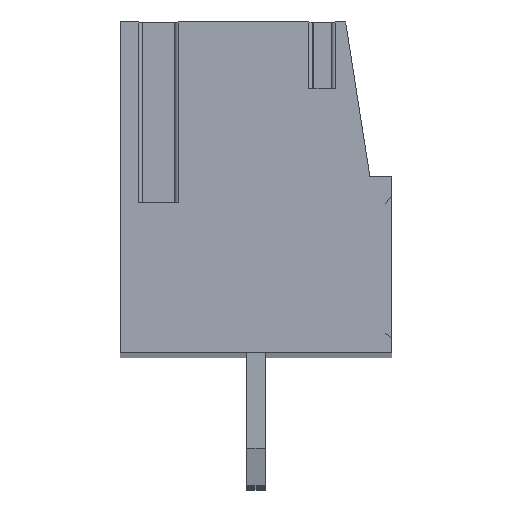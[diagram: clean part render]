
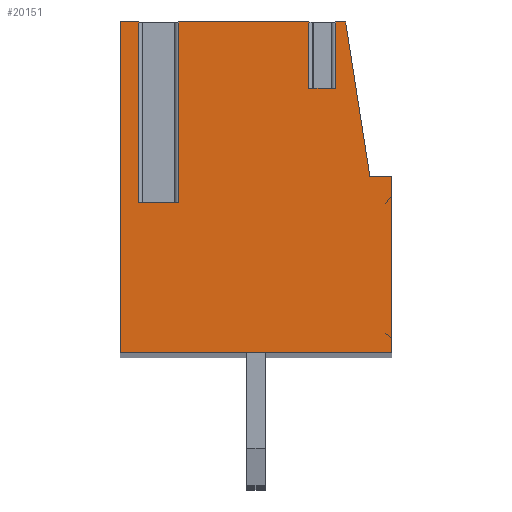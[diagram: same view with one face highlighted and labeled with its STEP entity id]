
A CAD part, top view. The second image highlights one B-rep face of the part: STEP entity #20151.
In plain terms, the highlighted planar face has unit normal (0, 0, 1).
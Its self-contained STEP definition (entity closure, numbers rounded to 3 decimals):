
#5785=DIRECTION('',(0.,1.,0.));
#5786=VECTOR('',#5785,1.8);
#5787=CARTESIAN_POINT('',(1.436,2.4,1.905));
#5788=LINE('',#5787,#5786);
#5789=DIRECTION('',(0.,1.,0.));
#5790=VECTOR('',#5789,1.8);
#5791=CARTESIAN_POINT('',(2.164,2.4,1.905));
#5792=LINE('',#5791,#5790);
#5793=DIRECTION('',(-1.,0.,0.));
#5794=VECTOR('',#5793,0.276);
#5795=CARTESIAN_POINT('',(2.44,4.2,1.905));
#5796=LINE('',#5795,#5794);
#5797=DIRECTION('',(-0.155,0.988,0.));
#5798=VECTOR('',#5797,4.252);
#5799=CARTESIAN_POINT('',(3.1,0.,1.905));
#5800=LINE('',#5799,#5798);
#5801=DIRECTION('',(-1.,0.,0.));
#5802=VECTOR('',#5801,0.6);
#5803=CARTESIAN_POINT('',(3.7,0.,1.905));
#5804=LINE('',#5803,#5802);
#5805=DIRECTION('',(0.,1.,0.));
#5806=VECTOR('',#5805,4.8);
#5807=CARTESIAN_POINT('',(3.7,-4.8,1.905));
#5808=LINE('',#5807,#5806);
#5809=DIRECTION('',(1.,0.,0.));
#5810=VECTOR('',#5809,7.4);
#5811=CARTESIAN_POINT('',(-3.7,-4.8,1.905));
#5812=LINE('',#5811,#5810);
#5813=DIRECTION('',(0.,-1.,0.));
#5814=VECTOR('',#5813,9.);
#5815=CARTESIAN_POINT('',(-3.7,4.2,1.905));
#5816=LINE('',#5815,#5814);
#5817=DIRECTION('',(-1.,0.,0.));
#5818=VECTOR('',#5817,0.504);
#5819=CARTESIAN_POINT('',(-3.196,4.2,1.905));
#5820=LINE('',#5819,#5818);
#5821=DIRECTION('',(0.,1.,0.));
#5822=VECTOR('',#5821,4.9);
#5823=CARTESIAN_POINT('',(-3.196,-0.7,1.905));
#5824=LINE('',#5823,#5822);
#5825=DIRECTION('',(-1.,0.,0.));
#5826=VECTOR('',#5825,1.093);
#5827=CARTESIAN_POINT('',(-2.104,-0.7,1.905));
#5828=LINE('',#5827,#5826);
#5829=DIRECTION('',(0.,1.,0.));
#5830=VECTOR('',#5829,4.9);
#5831=CARTESIAN_POINT('',(-2.104,-0.7,1.905));
#5832=LINE('',#5831,#5830);
#5833=DIRECTION('',(-1.,0.,0.));
#5834=VECTOR('',#5833,3.54);
#5835=CARTESIAN_POINT('',(1.436,4.2,1.905));
#5836=LINE('',#5835,#5834);
#5846=DIRECTION('',(1.,0.,0.));
#5847=VECTOR('',#5846,0.728);
#5848=CARTESIAN_POINT('',(1.436,2.4,1.905));
#5849=LINE('',#5848,#5847);
#9277=CARTESIAN_POINT('',(3.7,0.,1.905));
#9278=CARTESIAN_POINT('',(3.1,0.,1.905));
#9279=VERTEX_POINT('',#9277);
#9280=VERTEX_POINT('',#9278);
#9281=CARTESIAN_POINT('',(2.44,4.2,1.905));
#9282=VERTEX_POINT('',#9281);
#9283=CARTESIAN_POINT('',(-3.7,4.2,1.905));
#9284=CARTESIAN_POINT('',(-3.7,-4.8,1.905));
#9285=VERTEX_POINT('',#9283);
#9286=VERTEX_POINT('',#9284);
#9287=CARTESIAN_POINT('',(3.7,-4.8,1.905));
#9288=VERTEX_POINT('',#9287);
#9297=CARTESIAN_POINT('',(-2.104,-0.7,1.905));
#9298=CARTESIAN_POINT('',(-3.196,-0.7,1.905));
#9299=VERTEX_POINT('',#9297);
#9300=VERTEX_POINT('',#9298);
#9301=CARTESIAN_POINT('',(-3.196,4.2,1.905));
#9302=VERTEX_POINT('',#9301);
#9303=CARTESIAN_POINT('',(-2.104,4.2,1.905));
#9304=VERTEX_POINT('',#9303);
#9309=CARTESIAN_POINT('',(1.436,4.2,1.905));
#9310=VERTEX_POINT('',#9309);
#9312=CARTESIAN_POINT('',(2.164,4.2,1.905));
#9314=VERTEX_POINT('',#9312);
#9377=CARTESIAN_POINT('',(1.436,2.4,1.905));
#9378=VERTEX_POINT('',#9377);
#9380=CARTESIAN_POINT('',(2.164,2.4,1.905));
#9382=VERTEX_POINT('',#9380);
#20120=CARTESIAN_POINT('',(0.,0.,1.905));
#20121=DIRECTION('',(0.,0.,1.));
#20122=DIRECTION('',(1.,0.,0.));
#20123=AXIS2_PLACEMENT_3D('',#20120,#20121,#20122);
#20124=PLANE('',#20123);
#20126=ORIENTED_EDGE('',*,*,#20125,.F.);
#20128=ORIENTED_EDGE('',*,*,#20127,.T.);
#20130=ORIENTED_EDGE('',*,*,#20129,.T.);
#20131=ORIENTED_EDGE('',*,*,#12114,.F.);
#20133=ORIENTED_EDGE('',*,*,#20132,.F.);
#20135=ORIENTED_EDGE('',*,*,#20134,.F.);
#20137=ORIENTED_EDGE('',*,*,#20136,.F.);
#20139=ORIENTED_EDGE('',*,*,#20138,.F.);
#20140=ORIENTED_EDGE('',*,*,#18980,.F.);
#20141=ORIENTED_EDGE('',*,*,#12138,.F.);
#20143=ORIENTED_EDGE('',*,*,#20142,.F.);
#20145=ORIENTED_EDGE('',*,*,#20144,.F.);
#20147=ORIENTED_EDGE('',*,*,#20146,.T.);
#20148=ORIENTED_EDGE('',*,*,#12126,.F.);
#20149=EDGE_LOOP('',(#20126,#20128,#20130,#20131,#20133,#20135,#20137,#20139,
#20140,#20141,#20143,#20145,#20147,#20148));
#20150=FACE_OUTER_BOUND('',#20149,.F.);
#12114=EDGE_CURVE('',#9282,#9314,#5796,.T.);
#12126=EDGE_CURVE('',#9310,#9304,#5836,.T.);
#12138=EDGE_CURVE('',#9302,#9285,#5820,.T.);
#18980=EDGE_CURVE('',#9285,#9286,#5816,.T.);
#20125=EDGE_CURVE('',#9378,#9310,#5788,.T.);
#20127=EDGE_CURVE('',#9378,#9382,#5849,.T.);
#20129=EDGE_CURVE('',#9382,#9314,#5792,.T.);
#20132=EDGE_CURVE('',#9280,#9282,#5800,.T.);
#20134=EDGE_CURVE('',#9279,#9280,#5804,.T.);
#20136=EDGE_CURVE('',#9288,#9279,#5808,.T.);
#20138=EDGE_CURVE('',#9286,#9288,#5812,.T.);
#20142=EDGE_CURVE('',#9300,#9302,#5824,.T.);
#20144=EDGE_CURVE('',#9299,#9300,#5828,.T.);
#20146=EDGE_CURVE('',#9299,#9304,#5832,.T.);
#20151=ADVANCED_FACE('',(#20150),#20124,.T.);
